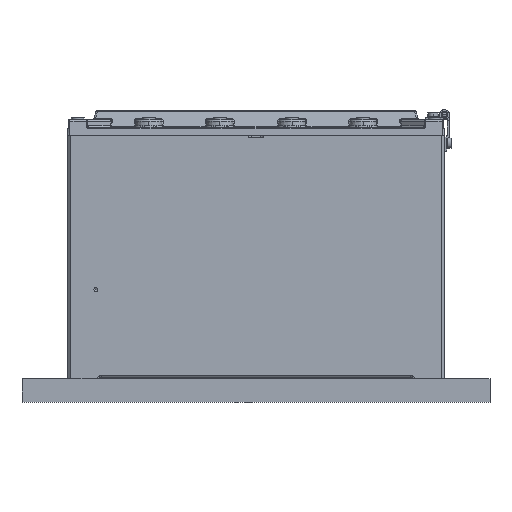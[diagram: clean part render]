
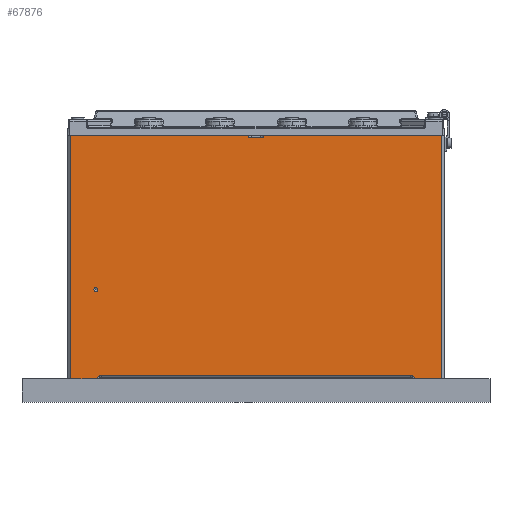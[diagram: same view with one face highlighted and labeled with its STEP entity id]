
A CAD part, left-side view. The second image highlights one B-rep face of the part: STEP entity #67876.
In plain terms, the highlighted planar face has unit normal (-1, 0, 0).
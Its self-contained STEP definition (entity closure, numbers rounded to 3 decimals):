
#5032 = CARTESIAN_POINT ( 'NONE',  ( -180., 203.958, -196.474 ) ) ;
#5052 = CARTESIAN_POINT ( 'NONE',  ( -180., 203.958, -201.474 ) ) ;
#10411 = EDGE_CURVE ( 'NONE', #14296, #14183, #59766, .T. ) ;
#10413 = EDGE_CURVE ( 'NONE', #14278, #14296, #59745, .T. ) ;
#10416 = EDGE_CURVE ( 'NONE', #14278, #14216, #59754, .T. ) ;
#10420 = EDGE_CURVE ( 'NONE', #14226, #14286, #59769, .T. ) ;
#10425 = EDGE_CURVE ( 'NONE', #14292, #14252, #59784, .T. ) ;
#10428 = EDGE_CURVE ( 'NONE', #94836, #94856, #59782, .T. ) ;
#14183 = VERTEX_POINT ( 'NONE', #94143 ) ;
#14189 = VERTEX_POINT ( 'NONE', #94146 ) ;
#14213 = VERTEX_POINT ( 'NONE', #94157 ) ;
#14216 = VERTEX_POINT ( 'NONE', #94158 ) ;
#14226 = VERTEX_POINT ( 'NONE', #94163 ) ;
#14252 = VERTEX_POINT ( 'NONE', #94176 ) ;
#14262 = VERTEX_POINT ( 'NONE', #91069 ) ;
#14266 = VERTEX_POINT ( 'NONE', #91073 ) ;
#14278 = VERTEX_POINT ( 'NONE', #91083 ) ;
#14286 = VERTEX_POINT ( 'NONE', #91090 ) ;
#14292 = VERTEX_POINT ( 'NONE', #91096 ) ;
#14296 = VERTEX_POINT ( 'NONE', #91099 ) ;
#20815 = ORIENTED_EDGE ( 'NONE', *, *, #10411, .F. ) ;
#20818 = ORIENTED_EDGE ( 'NONE', *, *, #10413, .F. ) ;
#20821 = ORIENTED_EDGE ( 'NONE', *, *, #10416, .T. ) ;
#20824 = ORIENTED_EDGE ( 'NONE', *, *, #44864, .F. ) ;
#20827 = ORIENTED_EDGE ( 'NONE', *, *, #24755, .T. ) ;
#20830 = ORIENTED_EDGE ( 'NONE', *, *, #10420, .F. ) ;
#20832 = ORIENTED_EDGE ( 'NONE', *, *, #24719, .T. ) ;
#20835 = ORIENTED_EDGE ( 'NONE', *, *, #24717, .T. ) ;
#20838 = ORIENTED_EDGE ( 'NONE', *, *, #24714, .T. ) ;
#20841 = ORIENTED_EDGE ( 'NONE', *, *, #10425, .F. ) ;
#20844 = ORIENTED_EDGE ( 'NONE', *, *, #24739, .T. ) ;
#20847 = ORIENTED_EDGE ( 'NONE', *, *, #44840, .F. ) ;
#20850 = ORIENTED_EDGE ( 'NONE', *, *, #10428, .F. ) ;
#20853 = ORIENTED_EDGE ( 'NONE', *, *, #43957, .F. ) ;
#24166 = CIRCLE ( 'NONE', #29700, 5. ) ;
#24167 = LINE ( 'NONE', #51374, #24170 ) ;
#24170 = VECTOR ( 'NONE', #51340, 1000. ) ;
#24171 = CIRCLE ( 'NONE', #29707, 5. ) ;
#24192 = LINE ( 'NONE', #51529, #24195 ) ;
#24195 = VECTOR ( 'NONE', #51531, 1000. ) ;
#24215 = LINE ( 'NONE', #51587, #24218 ) ;
#24218 = VECTOR ( 'NONE', #51588, 1000. ) ;
#24714 = EDGE_CURVE ( 'NONE', #14262, #14252, #24166, .T. ) ;
#24717 = EDGE_CURVE ( 'NONE', #14266, #14262, #24167, .T. ) ;
#24719 = EDGE_CURVE ( 'NONE', #14226, #14266, #24171, .T. ) ;
#24739 = EDGE_CURVE ( 'NONE', #14292, #14189, #24192, .T. ) ;
#24755 = EDGE_CURVE ( 'NONE', #14213, #14286, #24215, .T. ) ;
#27952 = AXIS2_PLACEMENT_3D ( 'NONE', #63182, #63185, #63188 ) ;
#29700 = AXIS2_PLACEMENT_3D ( 'NONE', #51363, #51364, #51365 ) ;
#29707 = AXIS2_PLACEMENT_3D ( 'NONE', #51404, #51406, #51407 ) ;
#30581 = AXIS2_PLACEMENT_3D ( 'NONE', #53409, #53410, #53411 ) ;
#37958 = CARTESIAN_POINT ( 'NONE',  ( -180., 236., -2.5 ) ) ;
#37962 = DIRECTION ( 'NONE',  ( 0., -1., 0. ) ) ;
#37995 = CARTESIAN_POINT ( 'NONE',  ( -180., 236., -2.5 ) ) ;
#37996 = DIRECTION ( 'NONE',  ( 0., -1., 0. ) ) ;
#42881 = EDGE_LOOP ( 'NONE', ( #20815, #20818, #20821, #20824, #20827, #20830, #20832, #20835, #20838, #20841, #20844, #20847 ) ) ;
#42882 = EDGE_LOOP ( 'NONE', ( #20850, #20853 ) ) ;
#43309 = FACE_OUTER_BOUND ( 'NONE', #42881, .T. ) ;
#43315 = FACE_BOUND ( 'NONE', #42882, .T. ) ;
#43957 = EDGE_CURVE ( 'NONE', #94856, #94836, #47413, .T. ) ;
#44840 = EDGE_CURVE ( 'NONE', #14183, #14189, #48050, .T. ) ;
#44864 = EDGE_CURVE ( 'NONE', #14213, #14216, #48071, .T. ) ;
#47413 = CIRCLE ( 'NONE', #30581, 2.5 ) ;
#48050 = LINE ( 'NONE', #37958, #48052 ) ;
#48052 = VECTOR ( 'NONE', #37962, 1000. ) ;
#48071 = LINE ( 'NONE', #37995, #48074 ) ;
#48074 = VECTOR ( 'NONE', #37996, 1000. ) ;
#50800 = CARTESIAN_POINT ( 'NONE',  ( -180., 240., -43. ) ) ;
#50804 = PLANE ( 'NONE',  #50993 ) ;
#50809 = DIRECTION ( 'NONE',  ( -1., 0., 0. ) ) ;
#50810 = DIRECTION ( 'NONE',  ( 0., 0., 1. ) ) ;
#50993 = AXIS2_PLACEMENT_3D ( 'NONE', #50800, #50809, #50810 ) ;
#51340 = DIRECTION ( 'NONE',  ( 0., -1., 0. ) ) ;
#51363 = CARTESIAN_POINT ( 'NONE',  ( -180., -197., -313.5 ) ) ;
#51364 = DIRECTION ( 'NONE',  ( 1., 0., 0. ) ) ;
#51365 = DIRECTION ( 'NONE',  ( 0., 0., 1. ) ) ;
#51374 = CARTESIAN_POINT ( 'NONE',  ( -180., -197., -308.5 ) ) ;
#51404 = CARTESIAN_POINT ( 'NONE',  ( -180., 197., -313.5 ) ) ;
#51406 = DIRECTION ( 'NONE',  ( 1., 0., 0. ) ) ;
#51407 = DIRECTION ( 'NONE',  ( 0., 0., 1. ) ) ;
#51529 = CARTESIAN_POINT ( 'NONE',  ( -180., -236., -43. ) ) ;
#51531 = DIRECTION ( 'NONE',  ( 0., 0., 1. ) ) ;
#51587 = CARTESIAN_POINT ( 'NONE',  ( -180., 236., -43. ) ) ;
#51588 = DIRECTION ( 'NONE',  ( 0., 0., -1. ) ) ;
#53409 = CARTESIAN_POINT ( 'NONE',  ( -180., 203.958, -198.974 ) ) ;
#53410 = DIRECTION ( 'NONE',  ( -1., 0., 0. ) ) ;
#53411 = DIRECTION ( 'NONE',  ( 0., 0., 1. ) ) ;
#59745 = LINE ( 'NONE', #63128, #59771 ) ;
#59754 = LINE ( 'NONE', #63136, #59776 ) ;
#59766 = LINE ( 'NONE', #63112, #59767 ) ;
#59767 = VECTOR ( 'NONE', #63126, 1000. ) ;
#59769 = LINE ( 'NONE', #63146, #59780 ) ;
#59771 = VECTOR ( 'NONE', #63133, 1000. ) ;
#59776 = VECTOR ( 'NONE', #63143, 1000. ) ;
#59780 = VECTOR ( 'NONE', #63153, 1000. ) ;
#59782 = CIRCLE ( 'NONE', #27952, 2.5 ) ;
#59784 = LINE ( 'NONE', #63149, #59787 ) ;
#59787 = VECTOR ( 'NONE', #63156, 1000. ) ;
#63112 = CARTESIAN_POINT ( 'NONE',  ( -180., -10., -5.5 ) ) ;
#63126 = DIRECTION ( 'NONE',  ( 0., 0., 1. ) ) ;
#63128 = CARTESIAN_POINT ( 'NONE',  ( -180., 10., -5.5 ) ) ;
#63133 = DIRECTION ( 'NONE',  ( 0., -1., 0. ) ) ;
#63136 = CARTESIAN_POINT ( 'NONE',  ( -180., 10., -5.5 ) ) ;
#63143 = DIRECTION ( 'NONE',  ( 0., 0., 1. ) ) ;
#63146 = CARTESIAN_POINT ( 'NONE',  ( -180., 240., -312.5 ) ) ;
#63149 = CARTESIAN_POINT ( 'NONE',  ( -180., 240., -312.5 ) ) ;
#63153 = DIRECTION ( 'NONE',  ( 0., 1., 0. ) ) ;
#63156 = DIRECTION ( 'NONE',  ( 0., 1., 0. ) ) ;
#63182 = CARTESIAN_POINT ( 'NONE',  ( -180., 203.958, -198.974 ) ) ;
#63185 = DIRECTION ( 'NONE',  ( -1., 0., 0. ) ) ;
#63188 = DIRECTION ( 'NONE',  ( 0., 0., 1. ) ) ;
#67876 = ADVANCED_FACE ( 'NONE', ( #43309, #43315 ), #50804, .T. ) ;
#91069 = CARTESIAN_POINT ( 'NONE',  ( -180., -197., -308.5 ) ) ;
#91073 = CARTESIAN_POINT ( 'NONE',  ( -180., 197., -308.5 ) ) ;
#91083 = CARTESIAN_POINT ( 'NONE',  ( -180., 10., -5.5 ) ) ;
#91090 = CARTESIAN_POINT ( 'NONE',  ( -180., 236., -312.5 ) ) ;
#91096 = CARTESIAN_POINT ( 'NONE',  ( -180., -236., -312.5 ) ) ;
#91099 = CARTESIAN_POINT ( 'NONE',  ( -180., -10., -5.5 ) ) ;
#94143 = CARTESIAN_POINT ( 'NONE',  ( -180., -10., -2.5 ) ) ;
#94146 = CARTESIAN_POINT ( 'NONE',  ( -180., -236., -2.5 ) ) ;
#94157 = CARTESIAN_POINT ( 'NONE',  ( -180., 236., -2.5 ) ) ;
#94158 = CARTESIAN_POINT ( 'NONE',  ( -180., 10., -2.5 ) ) ;
#94163 = CARTESIAN_POINT ( 'NONE',  ( -180., 201.899, -312.5 ) ) ;
#94176 = CARTESIAN_POINT ( 'NONE',  ( -180., -201.899, -312.5 ) ) ;
#94836 = VERTEX_POINT ( 'NONE', #5032 ) ;
#94856 = VERTEX_POINT ( 'NONE', #5052 ) ;
